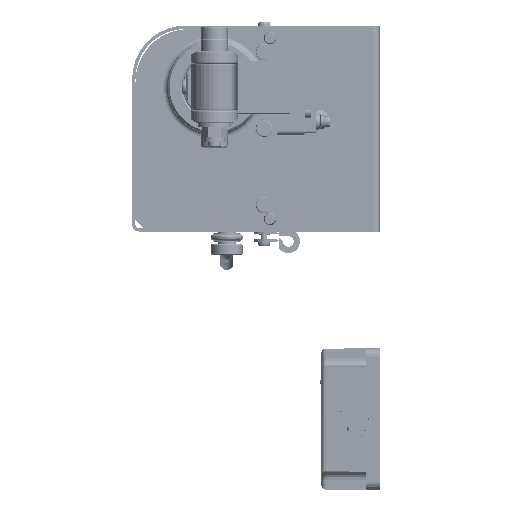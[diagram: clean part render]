
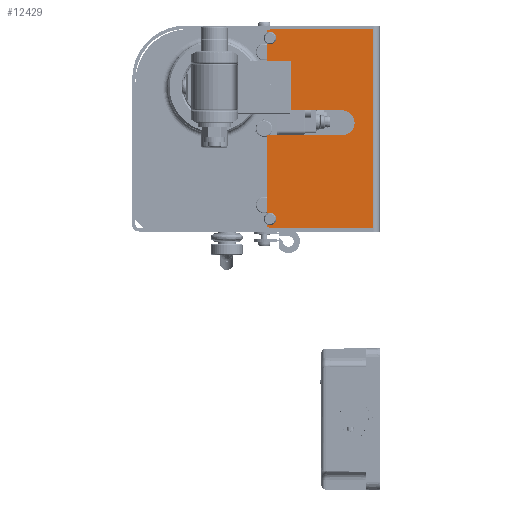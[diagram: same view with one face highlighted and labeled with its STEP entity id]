
A CAD part, front view. The second image highlights one B-rep face of the part: STEP entity #12429.
In plain terms, the highlighted face is planar.
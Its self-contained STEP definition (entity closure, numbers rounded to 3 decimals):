
#11735=DIRECTION('',(0.,-1.,0.));
#11736=VECTOR('',#11735,120.);
#11737=CARTESIAN_POINT('',(-2.,60.,-217.141));
#11738=LINE('',#11737,#11736);
#11749=DIRECTION('',(1.,0.,0.));
#11750=VECTOR('',#11749,60.03);
#11751=CARTESIAN_POINT('',(-62.03,60.,-217.141));
#11752=LINE('',#11751,#11750);
#11753=DIRECTION('',(0.985,0.174,0.));
#11754=VECTOR('',#11753,4.031);
#11755=CARTESIAN_POINT('',(-66.,59.3,-217.141));
#11756=LINE('',#11755,#11754);
#11757=DIRECTION('',(0.,1.,0.));
#11758=VECTOR('',#11757,2.55);
#11759=CARTESIAN_POINT('',(-66.,56.75,-217.141));
#11760=LINE('',#11759,#11758);
#11761=DIRECTION('',(-1.,0.,0.));
#11762=VECTOR('',#11761,2.25);
#11763=CARTESIAN_POINT('',(-63.75,56.75,-217.141));
#11764=LINE('',#11763,#11762);
#11765=CARTESIAN_POINT('',(-63.75,54.5,-217.141));
#11766=DIRECTION('',(0.,0.,1.));
#11767=DIRECTION('',(0.,-1.,0.));
#11768=AXIS2_PLACEMENT_3D('',#11765,#11766,#11767);
#11770=DIRECTION('',(1.,0.,0.));
#11771=VECTOR('',#11770,2.25);
#11772=CARTESIAN_POINT('',(-66.,52.25,-217.141));
#11773=LINE('',#11772,#11771);
#11774=DIRECTION('',(0.,1.,0.));
#11775=VECTOR('',#11774,48.25);
#11776=CARTESIAN_POINT('',(-66.,4.,-217.141));
#11777=LINE('',#11776,#11775);
#11778=DIRECTION('',(-1.,0.,0.));
#11779=VECTOR('',#11778,45.5);
#11780=CARTESIAN_POINT('',(-20.5,4.,-217.141));
#11781=LINE('',#11780,#11779);
#11782=CARTESIAN_POINT('',(-20.5,-3.5,-217.141));
#11783=DIRECTION('',(0.,0.,1.));
#11784=DIRECTION('',(0.,-1.,0.));
#11785=AXIS2_PLACEMENT_3D('',#11782,#11783,#11784);
#11787=DIRECTION('',(1.,0.,0.));
#11788=VECTOR('',#11787,45.5);
#11789=CARTESIAN_POINT('',(-66.,-11.,-217.141));
#11790=LINE('',#11789,#11788);
#11791=DIRECTION('',(0.,1.,0.));
#11792=VECTOR('',#11791,41.25);
#11793=CARTESIAN_POINT('',(-66.,-52.25,-217.141));
#11794=LINE('',#11793,#11792);
#11795=DIRECTION('',(-1.,0.,0.));
#11796=VECTOR('',#11795,2.25);
#11797=CARTESIAN_POINT('',(-63.75,-52.25,-217.141));
#11798=LINE('',#11797,#11796);
#11799=CARTESIAN_POINT('',(-63.75,-54.5,-217.141));
#11800=DIRECTION('',(0.,0.,1.));
#11801=DIRECTION('',(0.,-1.,0.));
#11802=AXIS2_PLACEMENT_3D('',#11799,#11800,#11801);
#11804=DIRECTION('',(1.,0.,0.));
#11805=VECTOR('',#11804,2.25);
#11806=CARTESIAN_POINT('',(-66.,-56.75,-217.141));
#11807=LINE('',#11806,#11805);
#11808=DIRECTION('',(0.,1.,0.));
#11809=VECTOR('',#11808,2.55);
#11810=CARTESIAN_POINT('',(-66.,-59.3,-217.141));
#11811=LINE('',#11810,#11809);
#11812=DIRECTION('',(-0.985,0.174,0.));
#11813=VECTOR('',#11812,4.031);
#11814=CARTESIAN_POINT('',(-62.03,-60.,-217.141));
#11815=LINE('',#11814,#11813);
#11816=DIRECTION('',(-1.,0.,0.));
#11817=VECTOR('',#11816,60.03);
#11818=CARTESIAN_POINT('',(-2.,-60.,-217.141));
#11819=LINE('',#11818,#11817);
#12037=CARTESIAN_POINT('',(-66.,56.75,-217.141));
#12038=CARTESIAN_POINT('',(-66.,59.3,-217.141));
#12039=VERTEX_POINT('',#12037);
#12040=VERTEX_POINT('',#12038);
#12068=CARTESIAN_POINT('',(-62.03,60.,-217.141));
#12070=VERTEX_POINT('',#12068);
#12082=CARTESIAN_POINT('',(-2.,60.,-217.141));
#12084=VERTEX_POINT('',#12082);
#12086=CARTESIAN_POINT('',(-2.,-60.,-217.141));
#12088=VERTEX_POINT('',#12086);
#12091=CARTESIAN_POINT('',(-62.03,-60.,-217.141));
#12092=VERTEX_POINT('',#12091);
#12133=CARTESIAN_POINT('',(-66.,-59.3,-217.141));
#12134=CARTESIAN_POINT('',(-66.,-56.75,-217.141));
#12135=VERTEX_POINT('',#12133);
#12136=VERTEX_POINT('',#12134);
#12137=CARTESIAN_POINT('',(-63.75,-56.75,-217.141));
#12138=VERTEX_POINT('',#12137);
#12139=CARTESIAN_POINT('',(-63.75,-52.25,-217.141));
#12140=VERTEX_POINT('',#12139);
#12141=CARTESIAN_POINT('',(-66.,-52.25,-217.141));
#12142=VERTEX_POINT('',#12141);
#12143=CARTESIAN_POINT('',(-66.,-11.,-217.141));
#12144=VERTEX_POINT('',#12143);
#12145=CARTESIAN_POINT('',(-20.5,-11.,-217.141));
#12146=VERTEX_POINT('',#12145);
#12147=CARTESIAN_POINT('',(-20.5,4.,-217.141));
#12148=VERTEX_POINT('',#12147);
#12149=CARTESIAN_POINT('',(-66.,4.,-217.141));
#12150=VERTEX_POINT('',#12149);
#12151=CARTESIAN_POINT('',(-66.,52.25,-217.141));
#12152=VERTEX_POINT('',#12151);
#12153=CARTESIAN_POINT('',(-63.75,52.25,-217.141));
#12154=VERTEX_POINT('',#12153);
#12155=CARTESIAN_POINT('',(-63.75,56.75,-217.141));
#12156=VERTEX_POINT('',#12155);
#12387=CARTESIAN_POINT('',(215.283,0.,-217.141));
#12388=DIRECTION('',(0.,0.,-1.));
#12389=DIRECTION('',(-1.,0.,0.));
#12390=AXIS2_PLACEMENT_3D('',#12387,#12388,#12389);
#12391=PLANE('',#12390);
#12392=ORIENTED_EDGE('',*,*,#12377,.F.);
#12394=ORIENTED_EDGE('',*,*,#12393,.F.);
#12396=ORIENTED_EDGE('',*,*,#12395,.F.);
#12398=ORIENTED_EDGE('',*,*,#12397,.F.);
#12400=ORIENTED_EDGE('',*,*,#12399,.F.);
#12402=ORIENTED_EDGE('',*,*,#12401,.F.);
#12404=ORIENTED_EDGE('',*,*,#12403,.F.);
#12406=ORIENTED_EDGE('',*,*,#12405,.F.);
#12408=ORIENTED_EDGE('',*,*,#12407,.F.);
#12410=ORIENTED_EDGE('',*,*,#12409,.F.);
#12412=ORIENTED_EDGE('',*,*,#12411,.F.);
#12414=ORIENTED_EDGE('',*,*,#12413,.F.);
#12416=ORIENTED_EDGE('',*,*,#12415,.F.);
#12418=ORIENTED_EDGE('',*,*,#12417,.F.);
#12420=ORIENTED_EDGE('',*,*,#12419,.F.);
#12422=ORIENTED_EDGE('',*,*,#12421,.F.);
#12424=ORIENTED_EDGE('',*,*,#12423,.F.);
#12426=ORIENTED_EDGE('',*,*,#12425,.F.);
#12427=EDGE_LOOP('',(#12392,#12394,#12396,#12398,#12400,#12402,#12404,#12406,
#12408,#12410,#12412,#12414,#12416,#12418,#12420,#12422,#12424,#12426));
#12428=FACE_OUTER_BOUND('',#12427,.F.);
#12429=ADVANCED_FACE('',(#12428),#12391,.T.);
#11769=CIRCLE('',#11768,2.25);
#11786=CIRCLE('',#11785,7.5);
#11803=CIRCLE('',#11802,2.25);
#12377=EDGE_CURVE('',#12084,#12088,#11738,.T.);
#12393=EDGE_CURVE('',#12070,#12084,#11752,.T.);
#12395=EDGE_CURVE('',#12040,#12070,#11756,.T.);
#12397=EDGE_CURVE('',#12039,#12040,#11760,.T.);
#12399=EDGE_CURVE('',#12156,#12039,#11764,.T.);
#12401=EDGE_CURVE('',#12154,#12156,#11769,.T.);
#12403=EDGE_CURVE('',#12152,#12154,#11773,.T.);
#12405=EDGE_CURVE('',#12150,#12152,#11777,.T.);
#12407=EDGE_CURVE('',#12148,#12150,#11781,.T.);
#12409=EDGE_CURVE('',#12146,#12148,#11786,.T.);
#12411=EDGE_CURVE('',#12144,#12146,#11790,.T.);
#12413=EDGE_CURVE('',#12142,#12144,#11794,.T.);
#12415=EDGE_CURVE('',#12140,#12142,#11798,.T.);
#12417=EDGE_CURVE('',#12138,#12140,#11803,.T.);
#12419=EDGE_CURVE('',#12136,#12138,#11807,.T.);
#12421=EDGE_CURVE('',#12135,#12136,#11811,.T.);
#12423=EDGE_CURVE('',#12092,#12135,#11815,.T.);
#12425=EDGE_CURVE('',#12088,#12092,#11819,.T.);
